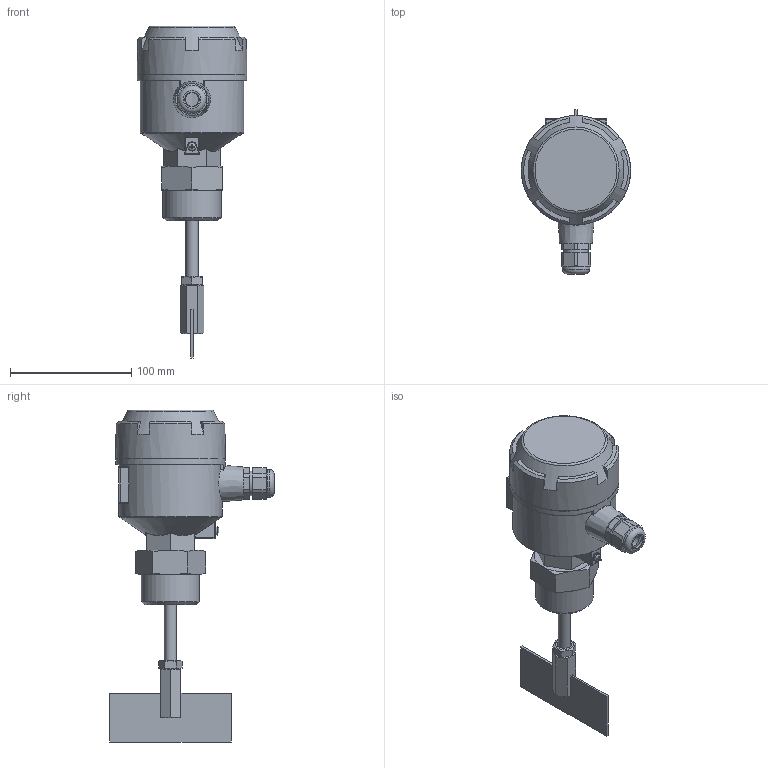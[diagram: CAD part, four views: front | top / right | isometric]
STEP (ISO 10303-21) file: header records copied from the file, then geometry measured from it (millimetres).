
FILE_DESCRIPTION(('STEP AP242'), '1');
FILE_NAME('ﾐﾑﾓ-230.ﾒ.1', '', ('UNSPECIFIED'), ('UNSPECIFIED'), 'C3D Converter', 'C3D Toolkit', '');
FILE_SCHEMA(('AP242_MANAGED_MODEL_BASED_3D_ENGINEERING_MIM_LF { 1 0 10303 442 1 1 4 }'));
Length unit declared in the file: millimetre
Products named in the file (30): КУВФ.421264.002-10; -01; WAS 49412225 10 20 7 (0); WAS 49412225 10 20 7 -1; 6800ZZ; 6800ZZ Shield; 6800ZZ Ball; 6800ZZ Outer ring; 6800ZZ Inner ring; 608-2RS; 6082RS Seal; 6082RS Ball; 6082RS Outer ring; 6082RS Inner ring
Assembly tree (46 placements, depth 3):
  КУВФ.421264.002-10
    (unnamed)
    (unnamed)
    (unnamed)
    -01
    (unnamed)
      (unnamed)
      (unnamed)
    (unnamed)
    (unnamed)
    (unnamed)
    (unnamed)
    WAS 49412225 10 20 7 (0)
      WAS 49412225 10 20 7 -1
    6800ZZ
      6800ZZ Shield  x2
      6800ZZ Ball  x10
      6800ZZ Outer ring
      6800ZZ Inner ring
    608-2RS
      6082RS Seal  x2
      6082RS Ball  x7
      6082RS Outer ring
      6082RS Inner ring
    (unnamed)
    (unnamed)
    (unnamed)
    (unnamed)
      (unnamed)
      (unnamed)
Bounding box: 90 x 135.48 x 273.5 mm (x, y, z)
Volume: 294335.5 mm3; surface area: 133804.2 mm2
Topology: 42 solids, 42 shells, 505 faces, 1189 edges, 750 vertices
Faces by surface type: plane 218, cylinder 136, bspline 49, cone 40, torus 38, sphere 24
Full cylindrical faces by diameter (mm): 2 x4, 2.85 x1, 3.242 x2, 3.5 x1, 4 x1, 6.7 x1, 7 x1, 8 x3, 8.376 x2, 10 x2, 11.6 x1, 12 x1, 12.2 x1, 12.4 x4, 12.6 x4, 13.6 x2, 13.8 x1, 16 x2, 16.4 x2, 16.5 x1, 17.25 x4, 18 x2, 18.376 x2, 19 x5, 19.04 x4, 20 x7, 22 x3, 22.7 x1, 23 x1, 24.118 x1
Entity records: 22941 total; most frequent: CARTESIAN_POINT 9439, DIRECTION 2194, ORIENTED_EDGE 1934, EDGE_CURVE 967, AXIS2_PLACEMENT_3D 924, VERTEX_POINT 703, EDGE_LOOP 692, FACE_BOUND 500
